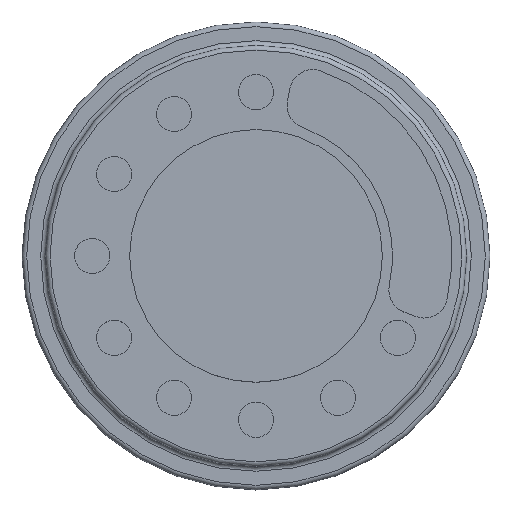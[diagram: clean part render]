
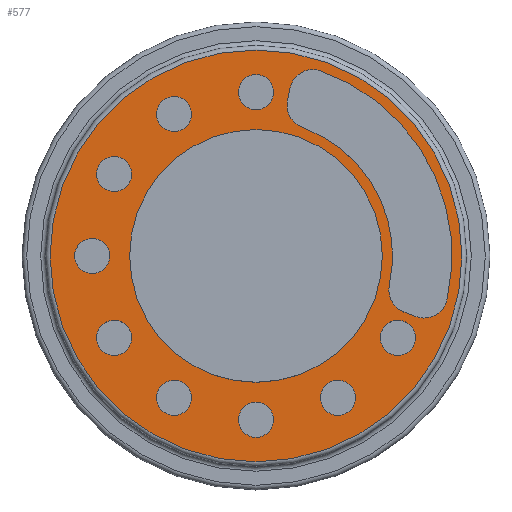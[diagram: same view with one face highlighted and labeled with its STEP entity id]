
A CAD part, top view. The second image highlights one B-rep face of the part: STEP entity #577.
In plain terms, the highlighted planar face has unit normal (0, 0, 1).
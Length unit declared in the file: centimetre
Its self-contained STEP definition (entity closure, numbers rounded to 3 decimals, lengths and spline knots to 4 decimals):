
#119=PLANE('',#651);
#129=VECTOR('',#684,1.);
#135=VECTOR('',#714,1.);
#141=LINE('',#846,#129);
#147=LINE('',#874,#135);
#151=VERTEX_POINT('',#837);
#152=VERTEX_POINT('',#839);
#154=VERTEX_POINT('',#845);
#160=VERTEX_POINT('',#861);
#161=VERTEX_POINT('',#865);
#162=VERTEX_POINT('',#869);
#163=VERTEX_POINT('',#873);
#164=VERTEX_POINT('',#877);
#166=VERTEX_POINT('',#885);
#168=VERTEX_POINT('',#891);
#170=VERTEX_POINT('',#897);
#172=VERTEX_POINT('',#903);
#174=VERTEX_POINT('',#909);
#176=VERTEX_POINT('',#915);
#178=VERTEX_POINT('',#921);
#180=VERTEX_POINT('',#927);
#182=VERTEX_POINT('',#933);
#183=VERTEX_POINT('',#937);
#186=VERTEX_POINT('',#945);
#197=CIRCLE('',#591,0.1);
#203=CIRCLE('',#600,0.1);
#204=CIRCLE('',#602,0.5837);
#205=CIRCLE('',#604,0.1);
#206=CIRCLE('',#607,0.1);
#207=CIRCLE('',#609,0.8376);
#209=CIRCLE('',#612,0.075);
#211=CIRCLE('',#616,0.075);
#213=CIRCLE('',#620,0.075);
#215=CIRCLE('',#624,0.075);
#217=CIRCLE('',#628,0.075);
#219=CIRCLE('',#632,0.075);
#221=CIRCLE('',#636,0.075);
#223=CIRCLE('',#640,0.075);
#225=CIRCLE('',#644,0.075);
#226=CIRCLE('',#647,0.88);
#229=CIRCLE('',#652,0.54);
#241=EDGE_CURVE('',#151,#152,#197,.F.);
#245=EDGE_CURVE('',#151,#154,#141,.T.);
#253=EDGE_CURVE('',#160,#154,#203,.F.);
#255=EDGE_CURVE('',#160,#161,#204,.T.);
#257=EDGE_CURVE('',#162,#161,#205,.F.);
#259=EDGE_CURVE('',#162,#163,#147,.T.);
#261=EDGE_CURVE('',#164,#163,#206,.F.);
#262=EDGE_CURVE('',#164,#152,#207,.T.);
#264=EDGE_CURVE('',#166,#166,#209,.T.);
#266=EDGE_CURVE('',#168,#168,#211,.T.);
#268=EDGE_CURVE('',#170,#170,#213,.T.);
#270=EDGE_CURVE('',#172,#172,#215,.T.);
#272=EDGE_CURVE('',#174,#174,#217,.T.);
#274=EDGE_CURVE('',#176,#176,#219,.T.);
#276=EDGE_CURVE('',#178,#178,#221,.T.);
#278=EDGE_CURVE('',#180,#180,#223,.T.);
#280=EDGE_CURVE('',#182,#182,#225,.T.);
#281=EDGE_CURVE('',#183,#183,#226,.T.);
#284=EDGE_CURVE('',#186,#186,#229,.T.);
#365=ORIENTED_EDGE('',*,*,#241,.F.);
#366=ORIENTED_EDGE('',*,*,#245,.T.);
#367=ORIENTED_EDGE('',*,*,#253,.F.);
#368=ORIENTED_EDGE('',*,*,#255,.T.);
#369=ORIENTED_EDGE('',*,*,#257,.F.);
#370=ORIENTED_EDGE('',*,*,#259,.T.);
#371=ORIENTED_EDGE('',*,*,#261,.F.);
#372=ORIENTED_EDGE('',*,*,#262,.T.);
#373=ORIENTED_EDGE('',*,*,#264,.T.);
#374=ORIENTED_EDGE('',*,*,#266,.T.);
#375=ORIENTED_EDGE('',*,*,#268,.T.);
#376=ORIENTED_EDGE('',*,*,#270,.T.);
#377=ORIENTED_EDGE('',*,*,#272,.T.);
#378=ORIENTED_EDGE('',*,*,#274,.T.);
#379=ORIENTED_EDGE('',*,*,#276,.T.);
#380=ORIENTED_EDGE('',*,*,#278,.T.);
#381=ORIENTED_EDGE('',*,*,#280,.T.);
#382=ORIENTED_EDGE('',*,*,#284,.T.);
#383=ORIENTED_EDGE('',*,*,#281,.F.);
#444=EDGE_LOOP('',(#365,#366,#367,#368,#369,#370,#371,#372));
#445=EDGE_LOOP('',(#373));
#446=EDGE_LOOP('',(#374));
#447=EDGE_LOOP('',(#375));
#448=EDGE_LOOP('',(#376));
#449=EDGE_LOOP('',(#377));
#450=EDGE_LOOP('',(#378));
#451=EDGE_LOOP('',(#379));
#452=EDGE_LOOP('',(#380));
#453=EDGE_LOOP('',(#381));
#454=EDGE_LOOP('',(#382));
#455=EDGE_LOOP('',(#383));
#516=FACE_BOUND('',#444,.T.);
#517=FACE_BOUND('',#445,.T.);
#518=FACE_BOUND('',#446,.T.);
#519=FACE_BOUND('',#447,.T.);
#520=FACE_BOUND('',#448,.T.);
#521=FACE_BOUND('',#449,.T.);
#522=FACE_BOUND('',#450,.T.);
#523=FACE_BOUND('',#451,.T.);
#524=FACE_BOUND('',#452,.T.);
#525=FACE_BOUND('',#453,.T.);
#526=FACE_BOUND('',#454,.T.);
#527=FACE_BOUND('',#455,.T.);
#577=ADVANCED_FACE('',(#516,#517,#518,#519,#520,#521,#522,#523,#524,#525,
#526,#527),#119,.T.);
#591=AXIS2_PLACEMENT_3D('',#838,#678,#679);
#600=AXIS2_PLACEMENT_3D('',#862,#700,#701);
#602=AXIS2_PLACEMENT_3D('',#866,#705,#706);
#604=AXIS2_PLACEMENT_3D('',#870,#710,#711);
#607=AXIS2_PLACEMENT_3D('',#878,#718,#719);
#609=AXIS2_PLACEMENT_3D('',#880,#722,#723);
#612=AXIS2_PLACEMENT_3D('',#884,#728,#729);
#616=AXIS2_PLACEMENT_3D('',#890,#735,#736);
#620=AXIS2_PLACEMENT_3D('',#896,#742,#743);
#624=AXIS2_PLACEMENT_3D('',#902,#749,#750);
#628=AXIS2_PLACEMENT_3D('',#908,#756,#757);
#632=AXIS2_PLACEMENT_3D('',#914,#763,#764);
#636=AXIS2_PLACEMENT_3D('',#920,#770,#771);
#640=AXIS2_PLACEMENT_3D('',#926,#777,#778);
#644=AXIS2_PLACEMENT_3D('',#932,#784,#785);
#647=AXIS2_PLACEMENT_3D('',#936,#788,#789);
#651=AXIS2_PLACEMENT_3D('',#943,#796,$);
#652=AXIS2_PLACEMENT_3D('',#944,#797,#798);
#678=DIRECTION('',(0.,0.,-1.));
#679=DIRECTION('',(0.047,-0.088,0.));
#684=DIRECTION('',(-0.935,0.354,0.));
#700=DIRECTION('',(0.,0.,-1.));
#701=DIRECTION('',(-0.088,-0.048,0.));
#705=DIRECTION('',(0.,0.,1.));
#706=DIRECTION('',(0.584,0.,0.));
#710=DIRECTION('',(0.,0.,-1.));
#711=DIRECTION('',(-0.087,-0.049,0.));
#714=DIRECTION('',(0.199,0.98,0.));
#718=DIRECTION('',(0.,0.,-1.));
#719=DIRECTION('',(-0.049,0.087,0.));
#722=DIRECTION('',(0.,0.,-1.));
#723=DIRECTION('',(0.838,0.,0.));
#728=DIRECTION('',(0.,0.,-1.));
#729=DIRECTION('',(-0.037,-0.065,0.));
#735=DIRECTION('',(0.,0.,-1.));
#736=DIRECTION('',(-0.065,-0.038,0.));
#742=DIRECTION('',(0.,0.,-1.));
#743=DIRECTION('',(-0.075,0.,0.));
#749=DIRECTION('',(0.,0.,-1.));
#750=DIRECTION('',(-0.065,0.037,0.));
#756=DIRECTION('',(0.,0.,-1.));
#757=DIRECTION('',(-0.038,0.065,0.));
#763=DIRECTION('',(0.,0.,-1.));
#764=DIRECTION('',(0.,0.075,0.));
#770=DIRECTION('',(0.,0.,-1.));
#771=DIRECTION('',(0.038,0.065,0.));
#777=DIRECTION('',(0.,0.,-1.));
#778=DIRECTION('',(0.065,0.038,0.));
#784=DIRECTION('',(0.,0.,-1.));
#785=DIRECTION('',(0.075,0.,0.));
#788=DIRECTION('',(0.,0.,-1.));
#789=DIRECTION('',(-0.88,0.,0.));
#796=DIRECTION('',(0.,0.,1.));
#797=DIRECTION('',(0.,0.,-1.));
#798=DIRECTION('',(0.54,0.,0.));
#837=CARTESIAN_POINT('',(0.6834,-0.259,0.2));
#838=CARTESIAN_POINT('',(0.7188,-0.1655,0.2));
#839=CARTESIAN_POINT('',(0.8163,-0.1879,0.2));
#845=CARTESIAN_POINT('',(0.6325,-0.2397,0.2));
#846=CARTESIAN_POINT('',(0.3323,-0.1259,0.2));
#861=CARTESIAN_POINT('',(0.5703,-0.1248,0.2));
#862=CARTESIAN_POINT('',(0.6679,-0.1462,0.2));
#865=CARTESIAN_POINT('',(0.1985,0.549,0.2));
#866=CARTESIAN_POINT('',(0.,0.,0.2));
#869=CARTESIAN_POINT('',(0.1345,0.6629,0.2));
#870=CARTESIAN_POINT('',(0.2325,0.643,0.2));
#873=CARTESIAN_POINT('',(0.1453,0.7162,0.2));
#874=CARTESIAN_POINT('',(0.0706,0.3482,0.2));
#877=CARTESIAN_POINT('',(0.2763,0.7907,0.2));
#878=CARTESIAN_POINT('',(0.2433,0.6963,0.2));
#880=CARTESIAN_POINT('',(0.,0.,0.2));
#884=CARTESIAN_POINT('',(0.6062,-0.35,0.2));
#885=CARTESIAN_POINT('',(0.5687,-0.415,0.2));
#890=CARTESIAN_POINT('',(0.35,-0.6062,0.2));
#891=CARTESIAN_POINT('',(0.285,-0.6437,0.2));
#896=CARTESIAN_POINT('',(0.,-0.7,0.2));
#897=CARTESIAN_POINT('',(-0.075,-0.7,0.2));
#902=CARTESIAN_POINT('',(-0.35,-0.6062,0.2));
#903=CARTESIAN_POINT('',(-0.415,-0.5687,0.2));
#908=CARTESIAN_POINT('',(-0.6062,-0.35,0.2));
#909=CARTESIAN_POINT('',(-0.6437,-0.285,0.2));
#914=CARTESIAN_POINT('',(-0.7,0.,0.2));
#915=CARTESIAN_POINT('',(-0.7,0.075,0.2));
#920=CARTESIAN_POINT('',(-0.6062,0.35,0.2));
#921=CARTESIAN_POINT('',(-0.5687,0.415,0.2));
#926=CARTESIAN_POINT('',(-0.35,0.6062,0.2));
#927=CARTESIAN_POINT('',(-0.285,0.6437,0.2));
#932=CARTESIAN_POINT('',(0.,0.7,0.2));
#933=CARTESIAN_POINT('',(0.075,0.7,0.2));
#936=CARTESIAN_POINT('',(0.,0.,0.2));
#937=CARTESIAN_POINT('',(0.88,0.,0.2));
#943=CARTESIAN_POINT('',(0.,0.,0.2));
#944=CARTESIAN_POINT('',(0.,0.,0.2));
#945=CARTESIAN_POINT('',(0.54,0.,0.2));
